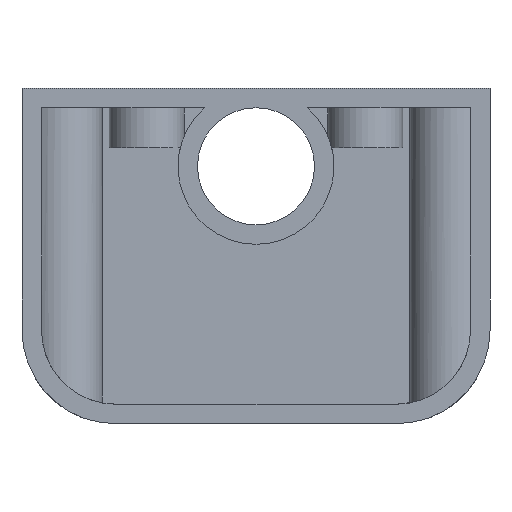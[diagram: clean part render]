
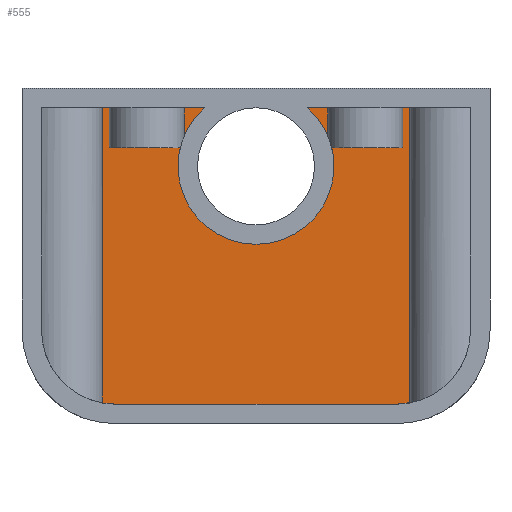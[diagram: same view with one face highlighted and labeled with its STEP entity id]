
A CAD part, front view. The second image highlights one B-rep face of the part: STEP entity #555.
In plain terms, the highlighted planar face has unit normal (0, -1, 0).
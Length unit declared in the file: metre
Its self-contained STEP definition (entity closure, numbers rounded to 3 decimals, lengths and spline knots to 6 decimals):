
#51=LINE('',#913,#95);
#53=LINE('',#922,#97);
#55=LINE('',#931,#99);
#56=LINE('',#935,#100);
#57=LINE('',#944,#101);
#58=LINE('',#948,#102);
#59=LINE('',#957,#103);
#60=LINE('',#959,#104);
#61=LINE('',#963,#105);
#62=LINE('',#967,#106);
#63=LINE('',#969,#107);
#64=LINE('',#970,#108);
#65=LINE('',#974,#109);
#95=VECTOR('',#718,1.);
#97=VECTOR('',#726,1.);
#99=VECTOR('',#734,1.);
#100=VECTOR('',#737,1.);
#101=VECTOR('',#740,1.);
#102=VECTOR('',#743,1.);
#103=VECTOR('',#746,1.);
#104=VECTOR('',#747,1.);
#105=VECTOR('',#750,1.);
#106=VECTOR('',#753,1.);
#107=VECTOR('',#754,1.);
#108=VECTOR('',#755,1.);
#109=VECTOR('',#758,1.);
#204=ORIENTED_EDGE('',*,*,#318,.T.);
#205=ORIENTED_EDGE('',*,*,#324,.T.);
#206=ORIENTED_EDGE('',*,*,#325,.F.);
#207=ORIENTED_EDGE('',*,*,#326,.F.);
#208=ORIENTED_EDGE('',*,*,#327,.F.);
#209=ORIENTED_EDGE('',*,*,#328,.F.);
#210=ORIENTED_EDGE('',*,*,#329,.T.);
#211=ORIENTED_EDGE('',*,*,#330,.T.);
#212=ORIENTED_EDGE('',*,*,#320,.T.);
#213=ORIENTED_EDGE('',*,*,#312,.F.);
#214=ORIENTED_EDGE('',*,*,#322,.T.);
#215=ORIENTED_EDGE('',*,*,#331,.T.);
#216=ORIENTED_EDGE('',*,*,#332,.T.);
#217=ORIENTED_EDGE('',*,*,#333,.T.);
#218=ORIENTED_EDGE('',*,*,#316,.T.);
#219=ORIENTED_EDGE('',*,*,#308,.F.);
#308=EDGE_CURVE('',#378,#379,#51,.T.);
#312=EDGE_CURVE('',#382,#383,#53,.T.);
#316=EDGE_CURVE('',#386,#379,#55,.T.);
#318=EDGE_CURVE('',#378,#387,#56,.F.);
#320=EDGE_CURVE('',#388,#383,#57,.T.);
#322=EDGE_CURVE('',#382,#389,#58,.F.);
#324=EDGE_CURVE('',#387,#390,#59,.T.);
#325=EDGE_CURVE('',#391,#390,#60,.T.);
#326=EDGE_CURVE('',#392,#391,#423,.T.);
#327=EDGE_CURVE('',#393,#392,#61,.T.);
#328=EDGE_CURVE('',#394,#393,#424,.T.);
#329=EDGE_CURVE('',#394,#395,#62,.T.);
#330=EDGE_CURVE('',#395,#388,#63,.T.);
#331=EDGE_CURVE('',#389,#396,#64,.T.);
#332=EDGE_CURVE('',#396,#397,#425,.T.);
#333=EDGE_CURVE('',#397,#386,#65,.T.);
#378=VERTEX_POINT('',#914);
#379=VERTEX_POINT('',#915);
#382=VERTEX_POINT('',#923);
#383=VERTEX_POINT('',#924);
#386=VERTEX_POINT('',#932);
#387=VERTEX_POINT('',#934);
#388=VERTEX_POINT('',#945);
#389=VERTEX_POINT('',#947);
#390=VERTEX_POINT('',#958);
#391=VERTEX_POINT('',#960);
#392=VERTEX_POINT('',#962);
#393=VERTEX_POINT('',#964);
#394=VERTEX_POINT('',#966);
#395=VERTEX_POINT('',#968);
#396=VERTEX_POINT('',#971);
#397=VERTEX_POINT('',#973);
#423=CIRCLE('',#620,0.0095);
#424=CIRCLE('',#621,0.0095);
#425=CIRCLE('',#622,0.01);
#461=EDGE_LOOP('',(#204,#205,#206,#207,#208,#209,#210,#211,#212,#213,#214,
#215,#216,#217,#218,#219));
#507=FACE_BOUND('',#461,.T.);
#530=PLANE('',#619);
#555=ADVANCED_FACE('',(#507),#530,.F.);
#619=AXIS2_PLACEMENT_3D('',#956,#744,#745);
#620=AXIS2_PLACEMENT_3D('',#961,#748,#749);
#621=AXIS2_PLACEMENT_3D('',#965,#751,#752);
#622=AXIS2_PLACEMENT_3D('',#972,#756,#757);
#718=DIRECTION('',(1.,0.,0.));
#726=DIRECTION('',(1.,0.,0.));
#734=DIRECTION('',(0.,0.,-1.));
#737=DIRECTION('',(0.,0.,-1.));
#740=DIRECTION('',(0.,0.,-1.));
#743=DIRECTION('',(0.,0.,-1.));
#744=DIRECTION('',(0.,1.,0.));
#745=DIRECTION('',(0.,0.,1.));
#746=DIRECTION('',(-1.,0.,0.));
#747=DIRECTION('',(0.,0.,1.));
#748=DIRECTION('',(0.,1.,0.));
#749=DIRECTION('',(0.,0.,1.));
#750=DIRECTION('',(-1.,0.,0.));
#751=DIRECTION('',(0.,1.,0.));
#752=DIRECTION('',(0.,0.,1.));
#753=DIRECTION('',(0.,0.,1.));
#754=DIRECTION('',(-1.,0.,0.));
#755=DIRECTION('',(-1.,0.,0.));
#756=DIRECTION('',(0.,1.,0.));
#757=DIRECTION('',(0.,0.,1.));
#758=DIRECTION('',(-1.,0.,0.));
#913=CARTESIAN_POINT('',(0.,0.0035,-0.0076));
#914=CARTESIAN_POINT('',(-0.018098,0.0035,-0.0076));
#915=CARTESIAN_POINT('',(-0.009902,0.0035,-0.0076));
#922=CARTESIAN_POINT('',(0.,0.0035,-0.0076));
#923=CARTESIAN_POINT('',(0.009902,0.0035,-0.0076));
#924=CARTESIAN_POINT('',(0.018098,0.0035,-0.0076));
#931=CARTESIAN_POINT('',(-0.009902,0.0035,0.));
#932=CARTESIAN_POINT('',(-0.009902,0.0035,-0.0025));
#934=CARTESIAN_POINT('',(-0.018098,0.0035,-0.0025));
#935=CARTESIAN_POINT('',(-0.018098,0.0035,0.));
#944=CARTESIAN_POINT('',(0.018098,0.0035,0.));
#945=CARTESIAN_POINT('',(0.018098,0.0035,-0.0025));
#947=CARTESIAN_POINT('',(0.009902,0.0035,-0.0025));
#948=CARTESIAN_POINT('',(0.009902,0.0035,0.));
#956=CARTESIAN_POINT('',(0.,0.0035,-0.043));
#957=CARTESIAN_POINT('',(0.,0.0035,-0.0025));
#958=CARTESIAN_POINT('',(-0.019917,0.0035,-0.0025));
#959=CARTESIAN_POINT('',(-0.019917,0.0035,-0.043));
#960=CARTESIAN_POINT('',(-0.019917,0.0035,-0.040305));
#961=CARTESIAN_POINT('',(-0.018,0.0035,-0.031));
#962=CARTESIAN_POINT('',(-0.018,0.0035,-0.0405));
#963=CARTESIAN_POINT('',(0.,0.0035,-0.0405));
#964=CARTESIAN_POINT('',(0.018,0.0035,-0.0405));
#965=CARTESIAN_POINT('',(0.018,0.0035,-0.031));
#966=CARTESIAN_POINT('',(0.019917,0.0035,-0.040305));
#967=CARTESIAN_POINT('',(0.019917,0.0035,-0.043));
#968=CARTESIAN_POINT('',(0.019917,0.0035,-0.0025));
#969=CARTESIAN_POINT('',(0.,0.0035,-0.0025));
#970=CARTESIAN_POINT('',(0.,0.0035,-0.0025));
#971=CARTESIAN_POINT('',(0.006614,0.0035,-0.0025));
#972=CARTESIAN_POINT('',(0.,0.0035,-0.01));
#973=CARTESIAN_POINT('',(-0.006614,0.0035,-0.0025));
#974=CARTESIAN_POINT('',(0.,0.0035,-0.0025));
